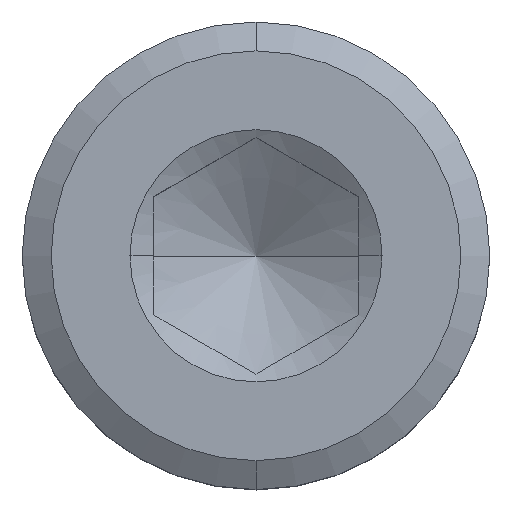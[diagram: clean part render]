
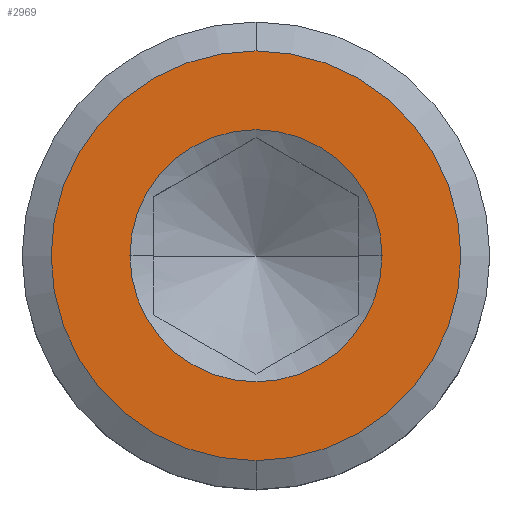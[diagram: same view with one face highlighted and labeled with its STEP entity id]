
A CAD part, top view. The second image highlights one B-rep face of the part: STEP entity #2969.
In plain terms, the highlighted planar face has unit normal (0, 0, 1).
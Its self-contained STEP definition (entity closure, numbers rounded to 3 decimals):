
#26 = CARTESIAN_POINT ( 'NONE',  ( 0., 0., 0. ) ) ;
#41 = DIRECTION ( 'NONE',  ( 0., -1., 0. ) ) ;
#69 = CARTESIAN_POINT ( 'NONE',  ( 0., 0., 0. ) ) ;
#385 = VERTEX_POINT ( 'NONE', #6091 ) ;
#433 = FACE_BOUND ( 'NONE', #2164, .T. ) ;
#490 = AXIS2_PLACEMENT_3D ( 'NONE', #69, #6615, #4912 ) ;
#955 = AXIS2_PLACEMENT_3D ( 'NONE', #26, #1156, #5874 ) ;
#1066 = CARTESIAN_POINT ( 'NONE',  ( -4., 0., 0. ) ) ;
#1156 = DIRECTION ( 'NONE',  ( 0., 0., 1. ) ) ;
#1771 = VERTEX_POINT ( 'NONE', #4196 ) ;
#1776 = PLANE ( 'NONE',  #3652 ) ;
#2096 = CIRCLE ( 'NONE', #7541, 6.5 ) ;
#2164 = EDGE_LOOP ( 'NONE', ( #4428, #3795 ) ) ;
#2172 = ORIENTED_EDGE ( 'NONE', *, *, #6102, .T. ) ;
#2271 = EDGE_CURVE ( 'NONE', #5068, #1771, #7051, .T. ) ;
#2645 = DIRECTION ( 'NONE',  ( 0., 0., 1. ) ) ;
#2969 = ADVANCED_FACE ( 'NONE', ( #433, #3016 ), #1776, .F. ) ;
#3016 = FACE_OUTER_BOUND ( 'NONE', #3513, .T. ) ;
#3347 = AXIS2_PLACEMENT_3D ( 'NONE', #7258, #2645, #4273 ) ;
#3383 = DIRECTION ( 'NONE',  ( 0., 0., -1. ) ) ;
#3513 = EDGE_LOOP ( 'NONE', ( #2172, #4995 ) ) ;
#3652 = AXIS2_PLACEMENT_3D ( 'NONE', #7159, #3383, #5743 ) ;
#3795 = ORIENTED_EDGE ( 'NONE', *, *, #2271, .F. ) ;
#4056 = CARTESIAN_POINT ( 'NONE',  ( 0., -6.5, 0. ) ) ;
#4196 = CARTESIAN_POINT ( 'NONE',  ( 4., 0., 0. ) ) ;
#4273 = DIRECTION ( 'NONE',  ( 1., 0., 0. ) ) ;
#4428 = ORIENTED_EDGE ( 'NONE', *, *, #6981, .F. ) ;
#4467 = EDGE_CURVE ( 'NONE', #4812, #385, #6011, .T. ) ;
#4810 = DIRECTION ( 'NONE',  ( 0., 0., 1. ) ) ;
#4812 = VERTEX_POINT ( 'NONE', #4056 ) ;
#4912 = DIRECTION ( 'NONE',  ( 1., 0., 0. ) ) ;
#4995 = ORIENTED_EDGE ( 'NONE', *, *, #4467, .T. ) ;
#5068 = VERTEX_POINT ( 'NONE', #1066 ) ;
#5743 = DIRECTION ( 'NONE',  ( 0., 1., 0. ) ) ;
#5874 = DIRECTION ( 'NONE',  ( 0., -1., 0. ) ) ;
#6011 = CIRCLE ( 'NONE', #955, 6.5 ) ;
#6091 = CARTESIAN_POINT ( 'NONE',  ( 0., 6.5, 0. ) ) ;
#6102 = EDGE_CURVE ( 'NONE', #385, #4812, #2096, .T. ) ;
#6510 = CARTESIAN_POINT ( 'NONE',  ( 0., 0., 0. ) ) ;
#6615 = DIRECTION ( 'NONE',  ( 0., 0., 1. ) ) ;
#6981 = EDGE_CURVE ( 'NONE', #1771, #5068, #7047, .T. ) ;
#7047 = CIRCLE ( 'NONE', #490, 4. ) ;
#7051 = CIRCLE ( 'NONE', #3347, 4. ) ;
#7159 = CARTESIAN_POINT ( 'NONE',  ( 0., 0., 0. ) ) ;
#7258 = CARTESIAN_POINT ( 'NONE',  ( 0., 0., 0. ) ) ;
#7541 = AXIS2_PLACEMENT_3D ( 'NONE', #6510, #4810, #41 ) ;
